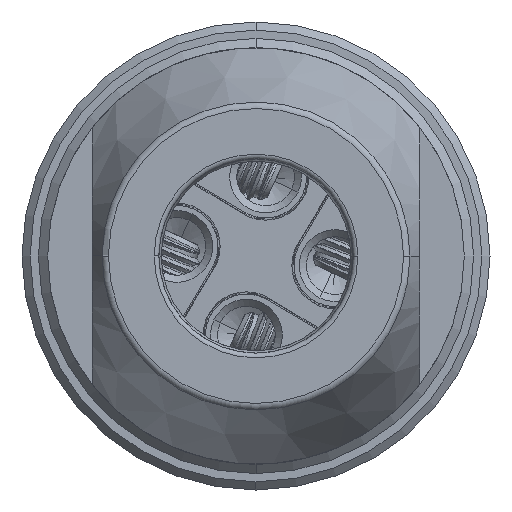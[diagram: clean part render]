
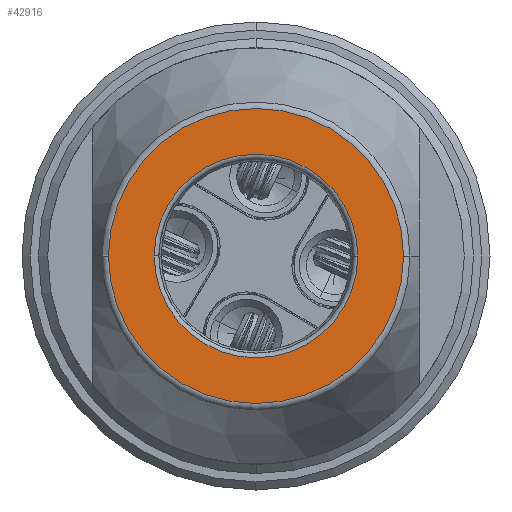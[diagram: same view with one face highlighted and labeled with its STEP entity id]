
A CAD part, front view. The second image highlights one B-rep face of the part: STEP entity #42916.
In plain terms, the highlighted planar face has unit normal (0, -1, 0).
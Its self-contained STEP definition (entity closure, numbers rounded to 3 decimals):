
#7318=CARTESIAN_POINT('',(0.,-44.15,0.));
#7319=DIRECTION('',(0.,1.,0.));
#7320=DIRECTION('',(-1.,0.,0.));
#7321=AXIS2_PLACEMENT_3D('',#7318,#7319,#7320);
#7338=CARTESIAN_POINT('',(0.,-44.15,0.));
#7339=DIRECTION('',(0.,1.,0.));
#7340=DIRECTION('',(1.,0.,0.));
#7341=AXIS2_PLACEMENT_3D('',#7338,#7339,#7340);
#7348=CARTESIAN_POINT('',(0.,-44.15,0.));
#7349=DIRECTION('',(0.,1.,0.));
#7350=DIRECTION('',(1.,0.,-0.007));
#7351=AXIS2_PLACEMENT_3D('',#7348,#7349,#7350);
#7353=CARTESIAN_POINT('',(0.,-44.15,0.));
#7354=DIRECTION('',(0.,1.,0.));
#7355=DIRECTION('',(-1.,0.,0.007));
#7356=AXIS2_PLACEMENT_3D('',#7353,#7354,#7355);
#7358=CARTESIAN_POINT('',(0.,-44.15,0.));
#7359=DIRECTION('',(0.,-1.,0.));
#7360=DIRECTION('',(1.,0.,0.));
#7361=AXIS2_PLACEMENT_3D('',#7358,#7359,#7360);
#7363=CARTESIAN_POINT('',(0.,-44.15,0.));
#7364=DIRECTION('',(0.,-1.,0.));
#7365=DIRECTION('',(-1.,0.,0.));
#7366=AXIS2_PLACEMENT_3D('',#7363,#7364,#7365);
#7368=CARTESIAN_POINT('',(0.,-44.15,0.));
#7369=DIRECTION('',(0.,-1.,0.));
#7370=DIRECTION('',(1.,0.,-0.007));
#7371=AXIS2_PLACEMENT_3D('',#7368,#7369,#7370);
#7388=CARTESIAN_POINT('',(0.,-44.15,0.));
#7389=DIRECTION('',(0.,-1.,0.));
#7390=DIRECTION('',(-1.,0.,0.007));
#7391=AXIS2_PLACEMENT_3D('',#7388,#7389,#7390);
#29160=CARTESIAN_POINT('',(-4.35,-44.15,0.));
#29161=VERTEX_POINT('',#29160);
#29162=CARTESIAN_POINT('',(4.35,-44.15,0.));
#29163=CARTESIAN_POINT('',(-4.35,-44.15,0.053));
#29164=VERTEX_POINT('',#29162);
#29165=VERTEX_POINT('',#29163);
#29166=CARTESIAN_POINT('',(4.35,-44.15,-0.053));
#29167=VERTEX_POINT('',#29166);
#29168=CARTESIAN_POINT('',(6.303,-44.15,-0.044));
#29169=CARTESIAN_POINT('',(-6.304,-44.15,0.));
#29170=VERTEX_POINT('',#29168);
#29171=VERTEX_POINT('',#29169);
#29172=CARTESIAN_POINT('',(6.304,-44.15,0.001));
#29173=VERTEX_POINT('',#29172);
#29174=CARTESIAN_POINT('',(-6.303,-44.15,0.044));
#29175=VERTEX_POINT('',#29174);
#42895=CARTESIAN_POINT('',(0.,-44.15,0.));
#42896=DIRECTION('',(0.,-1.,0.));
#42897=DIRECTION('',(-1.,0.,0.));
#42898=AXIS2_PLACEMENT_3D('',#42895,#42896,#42897);
#42899=PLANE('',#42898);
#42901=ORIENTED_EDGE('',*,*,#42900,.F.);
#42903=ORIENTED_EDGE('',*,*,#42902,.T.);
#42905=ORIENTED_EDGE('',*,*,#42904,.F.);
#42907=ORIENTED_EDGE('',*,*,#42906,.T.);
#42908=EDGE_LOOP('',(#42901,#42903,#42905,#42907));
#42909=FACE_OUTER_BOUND('',#42908,.F.);
#42910=ORIENTED_EDGE('',*,*,#42872,.T.);
#42911=ORIENTED_EDGE('',*,*,#42870,.F.);
#42912=ORIENTED_EDGE('',*,*,#42889,.T.);
#42913=ORIENTED_EDGE('',*,*,#42887,.F.);
#42914=EDGE_LOOP('',(#42910,#42911,#42912,#42913));
#42915=FACE_BOUND('',#42914,.F.);
#7322=CIRCLE('',#7321,4.35);
#7342=CIRCLE('',#7341,4.35);
#7352=CIRCLE('',#7351,6.304);
#7357=CIRCLE('',#7356,6.304);
#7362=CIRCLE('',#7361,4.35);
#7367=CIRCLE('',#7366,4.35);
#7372=CIRCLE('',#7371,6.304);
#7392=CIRCLE('',#7391,6.304);
#42870=EDGE_CURVE('',#29161,#29165,#7322,.T.);
#42872=EDGE_CURVE('',#29164,#29165,#7362,.T.);
#42887=EDGE_CURVE('',#29164,#29167,#7342,.T.);
#42889=EDGE_CURVE('',#29161,#29167,#7367,.T.);
#42900=EDGE_CURVE('',#29170,#29173,#7372,.T.);
#42902=EDGE_CURVE('',#29170,#29171,#7352,.T.);
#42904=EDGE_CURVE('',#29175,#29171,#7392,.T.);
#42906=EDGE_CURVE('',#29175,#29173,#7357,.T.);
#42916=ADVANCED_FACE('',(#42909,#42915),#42899,.T.);
